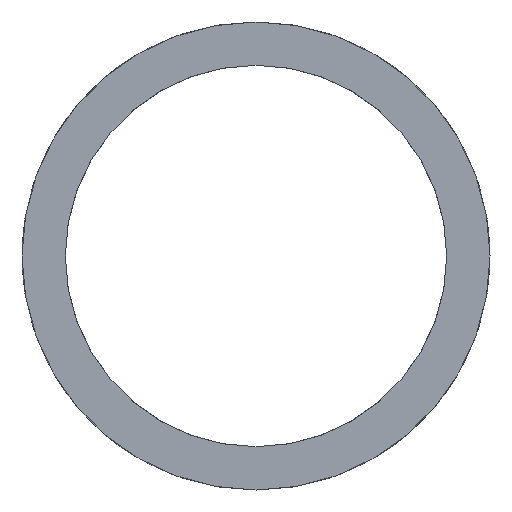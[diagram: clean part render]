
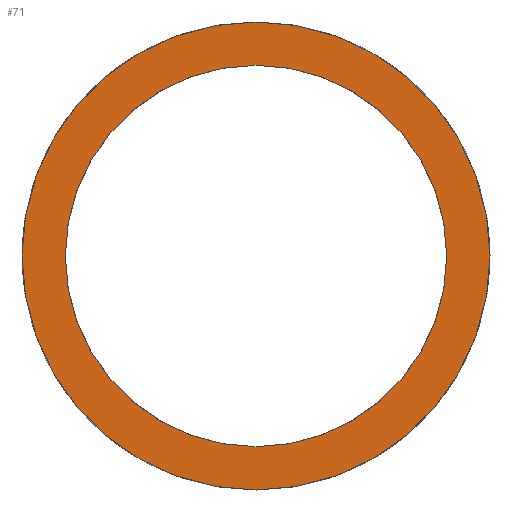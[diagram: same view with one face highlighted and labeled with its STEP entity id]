
A CAD part, front view. The second image highlights one B-rep face of the part: STEP entity #71.
In plain terms, the highlighted planar face has unit normal (0, -1, 0).
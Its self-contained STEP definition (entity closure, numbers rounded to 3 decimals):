
#4 = CARTESIAN_POINT ( 'NONE',  ( 0., -4.464, 0. ) ) ;
#9 = VERTEX_POINT ( 'NONE', #100 ) ;
#19 = ORIENTED_EDGE ( 'NONE', *, *, #512, .T. ) ;
#33 = FACE_OUTER_BOUND ( 'NONE', #127, .T. ) ;
#36 = AXIS2_PLACEMENT_3D ( 'NONE', #103, #415, #242 ) ;
#41 = VERTEX_POINT ( 'NONE', #152 ) ;
#55 = DIRECTION ( 'NONE',  ( 0., 0., 1. ) ) ;
#63 = EDGE_CURVE ( 'NONE', #41, #9, #246, .T. ) ;
#71 = ADVANCED_FACE ( 'NONE', ( #33, #292 ), #518, .F. ) ;
#88 = DIRECTION ( 'NONE',  ( 0., 0., 1. ) ) ;
#100 = CARTESIAN_POINT ( 'NONE',  ( 0., -4.464, -5.5 ) ) ;
#103 = CARTESIAN_POINT ( 'NONE',  ( 5.5, -4.464, 0. ) ) ;
#107 = CARTESIAN_POINT ( 'NONE',  ( 0., -4.464, 0. ) ) ;
#119 = VERTEX_POINT ( 'NONE', #382 ) ;
#127 = EDGE_LOOP ( 'NONE', ( #441, #482 ) ) ;
#140 = DIRECTION ( 'NONE',  ( 0., 1., 0. ) ) ;
#152 = CARTESIAN_POINT ( 'NONE',  ( 0., -4.464, 5.5 ) ) ;
#167 = EDGE_CURVE ( 'NONE', #119, #179, #515, .T. ) ;
#179 = VERTEX_POINT ( 'NONE', #210 ) ;
#185 = AXIS2_PLACEMENT_3D ( 'NONE', #565, #519, #339 ) ;
#210 = CARTESIAN_POINT ( 'NONE',  ( 0., -4.464, -6.75 ) ) ;
#242 = DIRECTION ( 'NONE',  ( 0., 0., 1. ) ) ;
#246 = CIRCLE ( 'NONE', #454, 5.5 ) ;
#263 = AXIS2_PLACEMENT_3D ( 'NONE', #4, #140, #550 ) ;
#267 = EDGE_CURVE ( 'NONE', #179, #119, #529, .T. ) ;
#280 = AXIS2_PLACEMENT_3D ( 'NONE', #448, #455, #88 ) ;
#292 = FACE_BOUND ( 'NONE', #377, .T. ) ;
#339 = DIRECTION ( 'NONE',  ( 0., 0., 1. ) ) ;
#377 = EDGE_LOOP ( 'NONE', ( #563, #19 ) ) ;
#382 = CARTESIAN_POINT ( 'NONE',  ( 0., -4.464, 6.75 ) ) ;
#415 = DIRECTION ( 'NONE',  ( 0., 1., 0. ) ) ;
#424 = DIRECTION ( 'NONE',  ( 0., 1., 0. ) ) ;
#441 = ORIENTED_EDGE ( 'NONE', *, *, #167, .F. ) ;
#445 = CIRCLE ( 'NONE', #263, 5.5 ) ;
#448 = CARTESIAN_POINT ( 'NONE',  ( 0., -4.464, 0. ) ) ;
#454 = AXIS2_PLACEMENT_3D ( 'NONE', #107, #424, #55 ) ;
#455 = DIRECTION ( 'NONE',  ( 0., 1., 0. ) ) ;
#482 = ORIENTED_EDGE ( 'NONE', *, *, #267, .F. ) ;
#512 = EDGE_CURVE ( 'NONE', #9, #41, #445, .T. ) ;
#515 = CIRCLE ( 'NONE', #185, 6.75 ) ;
#518 = PLANE ( 'NONE',  #36 ) ;
#519 = DIRECTION ( 'NONE',  ( 0., 1., 0. ) ) ;
#529 = CIRCLE ( 'NONE', #280, 6.75 ) ;
#550 = DIRECTION ( 'NONE',  ( 0., 0., 1. ) ) ;
#563 = ORIENTED_EDGE ( 'NONE', *, *, #63, .T. ) ;
#565 = CARTESIAN_POINT ( 'NONE',  ( 0., -4.464, 0. ) ) ;
